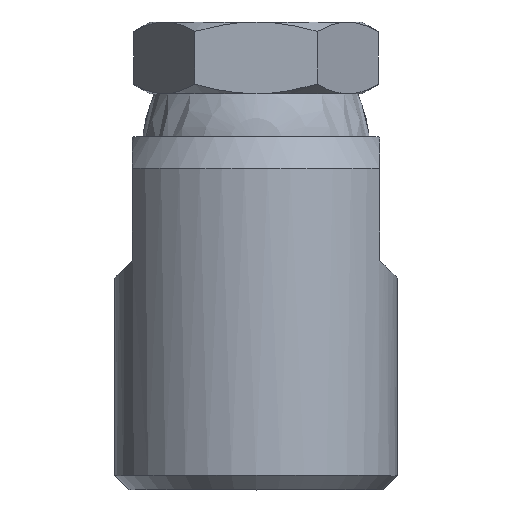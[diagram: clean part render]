
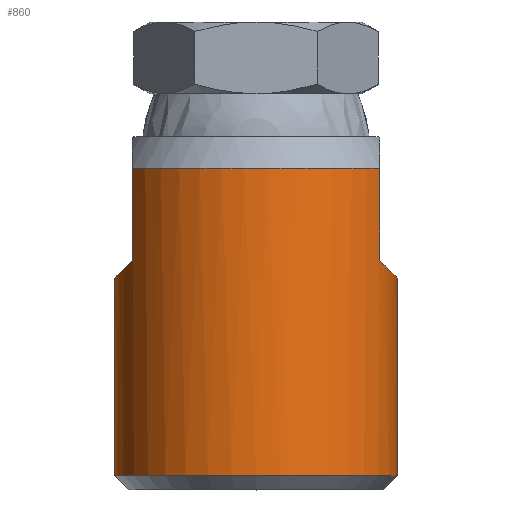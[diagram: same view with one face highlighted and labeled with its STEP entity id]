
A CAD part, top view. The second image highlights one B-rep face of the part: STEP entity #860.
In plain terms, the highlighted cylindrical face has radius 8 mm (diameter 16 mm), a partial arc.
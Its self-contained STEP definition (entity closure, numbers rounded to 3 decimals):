
#370=VERTEX_POINT('',#1039);
#374=VERTEX_POINT('',#1043);
#480=VERTEX_POINT('',#1160);
#492=EDGE_CURVE('',#722,#374,#1172,.T.);
#600=EDGE_CURVE('',#370,#700,#1298,.T.);
#700=VERTEX_POINT('',#1409);
#710=EDGE_CURVE('',#740,#700,#1425,.T.);
#722=VERTEX_POINT('',#1437);
#740=VERTEX_POINT('',#1456);
#744=EDGE_CURVE('',#962,#722,#1460,.T.);
#756=EDGE_CURVE('',#374,#766,#1472,.T.);
#766=VERTEX_POINT('',#1482);
#860=ADVANCED_FACE('',(#1587),#1588,.T.);
#900=EDGE_CURVE('',#480,#962,#1630,.T.);
#902=EDGE_CURVE('',#766,#370,#1632,.T.);
#940=EDGE_CURVE('',#740,#480,#1675,.T.);
#962=VERTEX_POINT('',#1699);
#1039=CARTESIAN_POINT('',(7.0,13.0,3.873));
#1043=CARTESIAN_POINT('',(8.0,0.8,0.0));
#1160=CARTESIAN_POINT('',(-7.0,13.0,3.873));
#1172=CIRCLE('',#2102,8.0);
#1298=LINE('',#2305,#2306);
#1409=CARTESIAN_POINT('',(7.0,18.207,3.873));
#1425=CIRCLE('',#2543,8.0);
#1437=CARTESIAN_POINT('',(-8.0,0.8,0.));
#1456=CARTESIAN_POINT('',(-7.0,18.207,3.873));
#1460=LINE('',#2588,#2589);
#1472=LINE('',#2617,#2618);
#1482=CARTESIAN_POINT('',(8.0,12.0,0.));
#1587=FACE_OUTER_BOUND('',#2836,.T.);
#1588=CYLINDRICAL_SURFACE('',#2837,8.0);
#1630=ELLIPSE('',#2930,11.314,8.0);
#1632=ELLIPSE('',#2933,11.314,8.0);
#1675=LINE('',#3004,#3005);
#1699=CARTESIAN_POINT('',(-8.0,12.0,0.));
#2102=AXIS2_PLACEMENT_3D('',#3276,#3277,#3278);
#2305=CARTESIAN_POINT('',(7.0,15.604,3.873));
#2306=VECTOR('',#3451,1.0);
#2543=AXIS2_PLACEMENT_3D('',#3599,#3600,#3601);
#2588=CARTESIAN_POINT('',(-8.0,9.504,0.));
#2589=VECTOR('',#3631,1.0);
#2617=CARTESIAN_POINT('',(8.0,9.504,0.));
#2618=VECTOR('',#3641,1.0);
#2836=EDGE_LOOP('',(#3744,#3745,#3746,#3747,#3748,#3749,#3750,#3751));
#2837=AXIS2_PLACEMENT_3D('',#3752,#3753,#3754);
#2930=AXIS2_PLACEMENT_3D('',#3795,#3796,#3797);
#2933=AXIS2_PLACEMENT_3D('',#3798,#3799,#3800);
#3004=CARTESIAN_POINT('',(-7.0,15.604,3.873));
#3005=VECTOR('',#3860,1.0);
#3276=CARTESIAN_POINT('',(0.0,0.8,0.0));
#3277=DIRECTION('',(-0.0,1.0,0.0));
#3278=DIRECTION('',(1.0,0.0,0.0));
#3451=DIRECTION('',(0.0,1.0,0.0));
#3599=CARTESIAN_POINT('',(0.0,18.207,0.0));
#3600=DIRECTION('',(-0.0,1.0,0.0));
#3601=DIRECTION('',(1.0,0.0,0.0));
#3631=DIRECTION('',(-0.0,-1.0,-0.0));
#3641=DIRECTION('',(0.0,1.0,0.0));
#3744=ORIENTED_EDGE('',*,*,#756,.T.);
#3745=ORIENTED_EDGE('',*,*,#902,.T.);
#3746=ORIENTED_EDGE('',*,*,#600,.T.);
#3747=ORIENTED_EDGE('',*,*,#710,.F.);
#3748=ORIENTED_EDGE('',*,*,#940,.T.);
#3749=ORIENTED_EDGE('',*,*,#900,.T.);
#3750=ORIENTED_EDGE('',*,*,#744,.T.);
#3751=ORIENTED_EDGE('',*,*,#492,.T.);
#3752=CARTESIAN_POINT('',(0.0,9.504,0.0));
#3753=DIRECTION('',(0.0,-1.0,-0.0));
#3754=DIRECTION('',(1.0,0.0,0.0));
#3795=CARTESIAN_POINT('',(0.0,20.0,0.0));
#3796=DIRECTION('',(0.707,-0.707,0.0));
#3797=DIRECTION('',(0.707,0.707,0.0));
#3798=CARTESIAN_POINT('',(0.0,20.0,0.0));
#3799=DIRECTION('',(-0.707,-0.707,0.));
#3800=DIRECTION('',(0.707,-0.707,0.0));
#3860=DIRECTION('',(-0.0,-1.0,-0.0));
